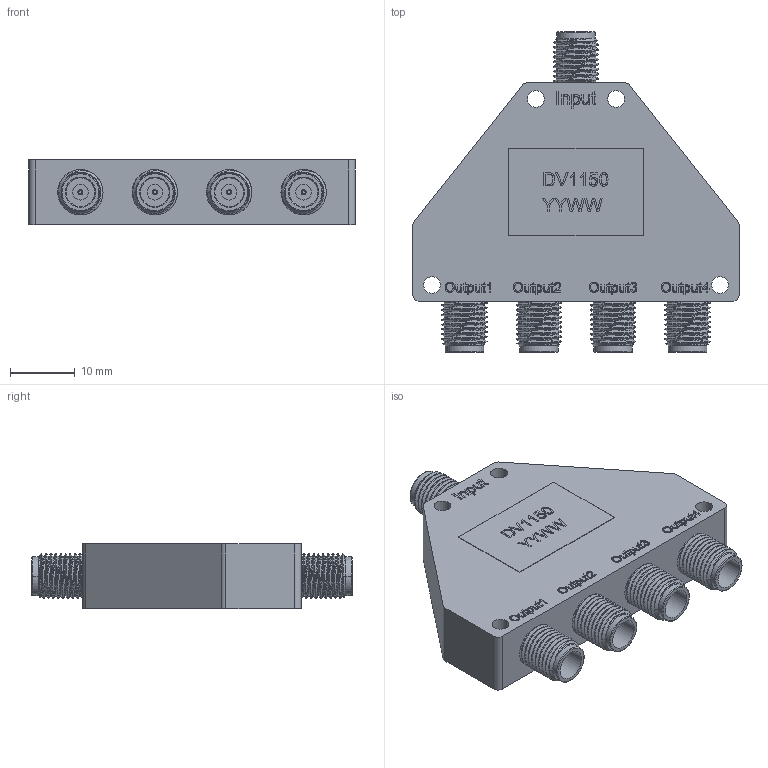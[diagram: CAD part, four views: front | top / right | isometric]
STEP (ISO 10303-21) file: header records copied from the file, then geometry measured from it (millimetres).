
FILE_DESCRIPTION (( 'STEP AP214' ), '1' );
FILE_NAME ('FMDV1150_3D.step', '2023-03-08T23:06:24', ( '' ), ( '' ), 'SwSTEP 2.0', 'SolidWorks 2022', '' );
FILE_SCHEMA (( 'AUTOMOTIVE_DESIGN' ));
Length unit declared in the file: inch
Products named in the file (1): FMDV1150_3D
Bounding box: 50.5 x 49.51 x 10.08 mm (x, y, z)
Volume: 14022.4 mm3; surface area: 6590.7 mm2
Topology: 1 solids, 6 shells, 980 faces, 2641 edges, 1754 vertices
Faces by surface type: plane 500, bspline 256, cylinder 174, cone 40, torus 10
Entity records: 51207 total; most frequent: CARTESIAN_POINT 28651, ORIENTED_EDGE 5282, DIRECTION 3657, EDGE_CURVE 2641, VERTEX_POINT 1754, LINE 1571, VECTOR 1571, EDGE_LOOP 1079
